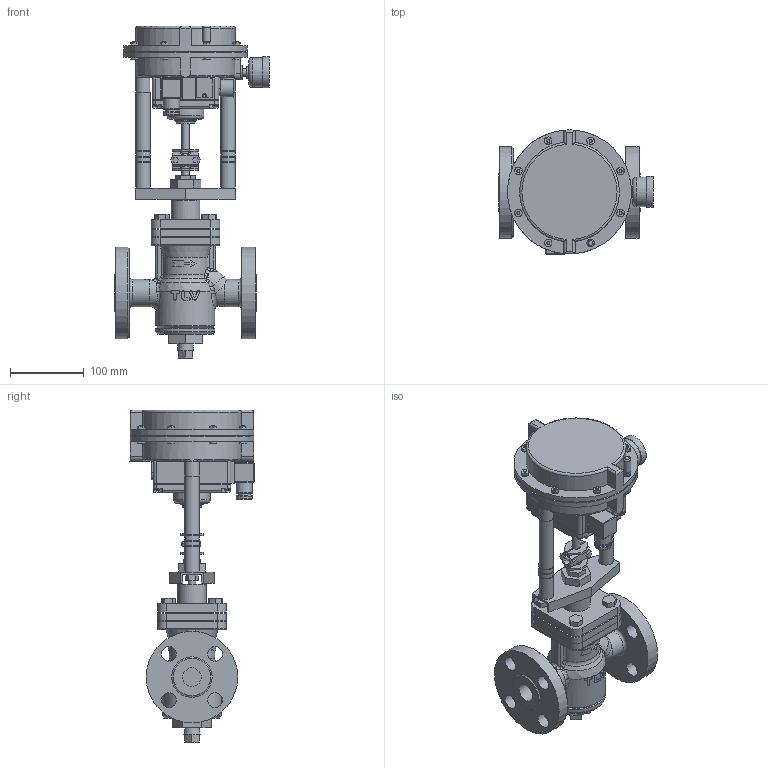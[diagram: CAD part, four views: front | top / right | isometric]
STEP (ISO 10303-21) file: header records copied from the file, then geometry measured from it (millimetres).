
FILE_DESCRIPTION(/* description */ (''),/* implementation_level */ '2;1');
FILE_NAME(/* name */ 'cvsr0-025-a0300-00.stp',/* time_stamp */ '2019-02-27T09:28:35+09:00',/* author */ ('nakaot'),/* organization */ (''),/* preprocessor_version */ 'ST-DEVELOPER v15.6',/* originating_system */ 'Autodesk Inventor 2015',/* authorisation */ '');
FILE_SCHEMA (('AUTOMOTIVE_DESIGN { 1 0 10303 214 3 1 1 }'));
Length unit declared in the file: millimetre
Products named in the file (1): cvsr0-025-a0300-00
Bounding box: 209.7 x 168.1 x 450 mm (x, y, z)
Volume: 3166493.7 mm3; surface area: 342381.4 mm2
Topology: 5 solids, 6 shells, 932 faces, 2252 edges, 1423 vertices
Faces by surface type: plane 612, cylinder 181, bspline 96, torus 31, cone 8, sphere 4
Full cylindrical faces by diameter (mm): 4 x8, 4.5 x4, 6 x1, 8 x4, 10 x11, 10.392 x1, 11.445 x2, 15 x3, 16 x2, 16.6 x1, 18 x6, 20 x20, 22 x3, 24 x1, 25 x3, 26 x1, 30 x1, 37 x2, 39 x1, 40 x1, 42 x1, 50 x1, 52 x1, 68.624 x1, 80 x2, 124 x2, 164 x1, 168 x2
Entity records: 28966 total; most frequent: CARTESIAN_POINT 8070, ORIENTED_EDGE 4226, DIRECTION 4136, EDGE_CURVE 2113, AXIS2_PLACEMENT_3D 1428, VERTEX_POINT 1395, LINE 1280, VECTOR 1280
